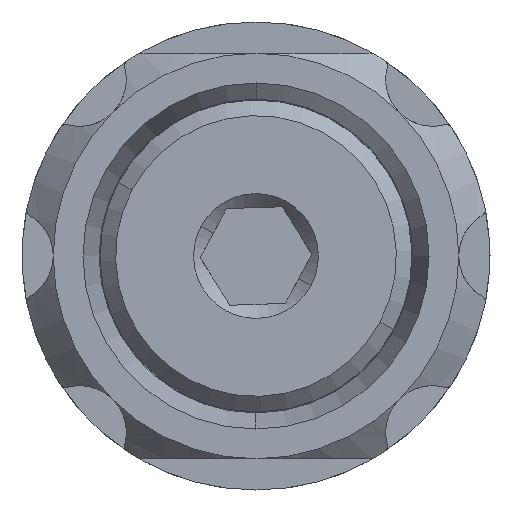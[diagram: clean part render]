
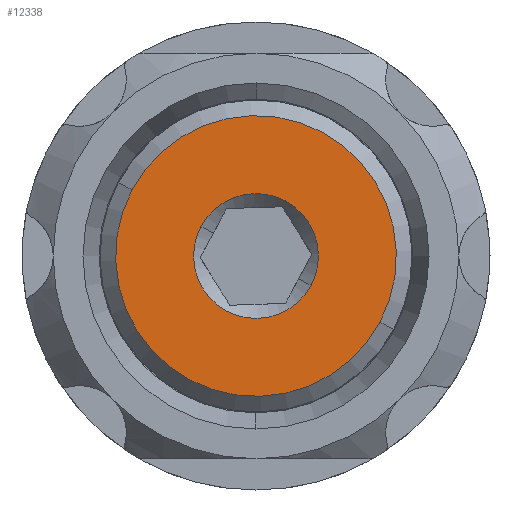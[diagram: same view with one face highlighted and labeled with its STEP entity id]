
A CAD part, front view. The second image highlights one B-rep face of the part: STEP entity #12338.
In plain terms, the highlighted planar face has unit normal (0, -1, 0).
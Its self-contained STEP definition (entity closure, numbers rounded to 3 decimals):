
#284 = VERTEX_POINT ( 'NONE', #16337 ) ;
#832 = CARTESIAN_POINT ( 'NONE',  ( 0., 4.969, 0. ) ) ;
#2281 = DIRECTION ( 'NONE',  ( -0.882, 0., 0.471 ) ) ;
#2905 = CARTESIAN_POINT ( 'NONE',  ( 1.764, 4.969, -0.942 ) ) ;
#3184 = EDGE_CURVE ( 'NONE', #5626, #5839, #14095, .T. ) ;
#3199 = CARTESIAN_POINT ( 'NONE',  ( -3.969, 4.969, 2.12 ) ) ;
#3832 = CARTESIAN_POINT ( 'NONE',  ( 0., 4.969, 0. ) ) ;
#3924 = DIRECTION ( 'NONE',  ( 0., -1., 0. ) ) ;
#4273 = AXIS2_PLACEMENT_3D ( 'NONE', #3832, #3924, #2281 ) ;
#5626 = VERTEX_POINT ( 'NONE', #2905 ) ;
#5839 = VERTEX_POINT ( 'NONE', #19133 ) ;
#6137 = DIRECTION ( 'NONE',  ( -0.882, 0., 0.471 ) ) ;
#6528 = EDGE_CURVE ( 'NONE', #5839, #5626, #11667, .T. ) ;
#6701 = AXIS2_PLACEMENT_3D ( 'NONE', #832, #10248, #8594 ) ;
#7686 = CARTESIAN_POINT ( 'NONE',  ( 0., 4.969, 0. ) ) ;
#7836 = DIRECTION ( 'NONE',  ( 0., 1., 0. ) ) ;
#7935 = CARTESIAN_POINT ( 'NONE',  ( 0., 4.969, 0. ) ) ;
#8594 = DIRECTION ( 'NONE',  ( -0.882, 0., 0.471 ) ) ;
#8783 = CARTESIAN_POINT ( 'NONE',  ( 0., 4.969, 0. ) ) ;
#8898 = FACE_BOUND ( 'NONE', #19767, .T. ) ;
#10067 = ORIENTED_EDGE ( 'NONE', *, *, #11150, .T. ) ;
#10248 = DIRECTION ( 'NONE',  ( 0., -1., 0. ) ) ;
#10558 = FACE_OUTER_BOUND ( 'NONE', #18645, .T. ) ;
#10923 = EDGE_CURVE ( 'NONE', #284, #15697, #15844, .T. ) ;
#11150 = EDGE_CURVE ( 'NONE', #15697, #284, #19469, .T. ) ;
#11667 = CIRCLE ( 'NONE', #19924, 2. ) ;
#12338 = ADVANCED_FACE ( 'NONE', ( #10558, #8898 ), #14986, .T. ) ;
#12402 = ORIENTED_EDGE ( 'NONE', *, *, #10923, .T. ) ;
#12880 = AXIS2_PLACEMENT_3D ( 'NONE', #7686, #13986, #6137 ) ;
#13986 = DIRECTION ( 'NONE',  ( 0., -1., 0. ) ) ;
#14095 = CIRCLE ( 'NONE', #16069, 2. ) ;
#14986 = PLANE ( 'NONE',  #6701 ) ;
#15076 = DIRECTION ( 'NONE',  ( 0., 1., 0. ) ) ;
#15475 = ORIENTED_EDGE ( 'NONE', *, *, #6528, .T. ) ;
#15697 = VERTEX_POINT ( 'NONE', #3199 ) ;
#15844 = CIRCLE ( 'NONE', #12880, 4.5 ) ;
#15861 = ORIENTED_EDGE ( 'NONE', *, *, #3184, .T. ) ;
#16069 = AXIS2_PLACEMENT_3D ( 'NONE', #8783, #15076, #19830 ) ;
#16337 = CARTESIAN_POINT ( 'NONE',  ( 3.969, 4.969, -2.12 ) ) ;
#18645 = EDGE_LOOP ( 'NONE', ( #12402, #10067 ) ) ;
#18681 = DIRECTION ( 'NONE',  ( 0.882, 0., -0.471 ) ) ;
#19133 = CARTESIAN_POINT ( 'NONE',  ( -1.764, 4.969, 0.942 ) ) ;
#19469 = CIRCLE ( 'NONE', #4273, 4.5 ) ;
#19767 = EDGE_LOOP ( 'NONE', ( #15475, #15861 ) ) ;
#19830 = DIRECTION ( 'NONE',  ( 0.882, 0., -0.471 ) ) ;
#19924 = AXIS2_PLACEMENT_3D ( 'NONE', #7935, #7836, #18681 ) ;
